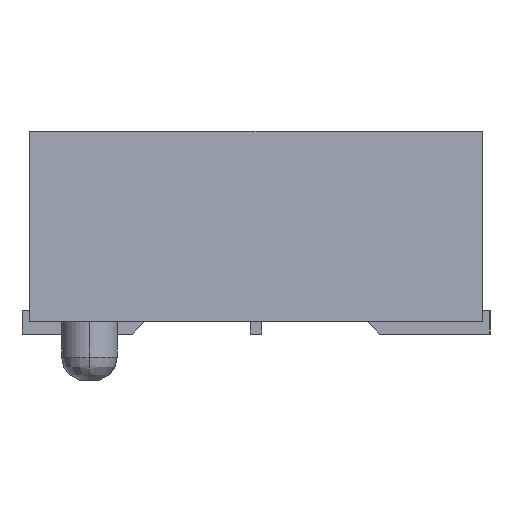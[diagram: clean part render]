
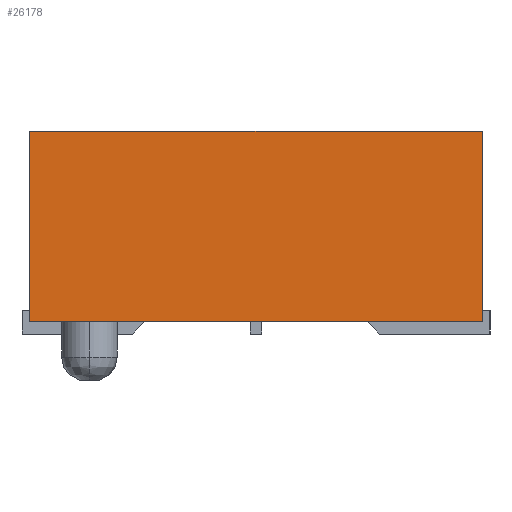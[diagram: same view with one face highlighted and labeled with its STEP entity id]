
A CAD part, left-side view. The second image highlights one B-rep face of the part: STEP entity #26178.
In plain terms, the highlighted planar face has unit normal (-1, 0, 0).
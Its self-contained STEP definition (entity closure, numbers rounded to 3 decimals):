
#25923=CARTESIAN_POINT('',(-20.684,-3.619,3.251));
#25924=VERTEX_POINT('',#25923);
#25931=CARTESIAN_POINT('',(-20.684,-3.619,0.203));
#25932=VERTEX_POINT('',#25931);
#25933=CARTESIAN_POINT('',(-20.684,-3.619,3.251));
#25934=DIRECTION('',(0.0,0.0,-1.0));
#25935=VECTOR('',#25934,3.048);
#25936=LINE('',#25933,#25935);
#25937=EDGE_CURVE('',#25924,#25932,#25936,.T.);
#26148=CARTESIAN_POINT('',(-20.684,3.619,3.251));
#26149=DIRECTION('',(-1.0,0.0,0.0));
#26150=DIRECTION('',(0.0,0.0,1.0));
#26151=AXIS2_PLACEMENT_3D('',#26148,#26149,#26150);
#26152=PLANE('',#26151);
#26153=CARTESIAN_POINT('',(-20.684,3.619,0.203));
#26154=VERTEX_POINT('',#26153);
#26155=CARTESIAN_POINT('',(-20.684,3.619,0.203));
#26156=DIRECTION('',(0.0,-1.0,0.0));
#26157=VECTOR('',#26156,7.239);
#26158=LINE('',#26155,#26157);
#26159=EDGE_CURVE('',#26154,#25932,#26158,.T.);
#26160=ORIENTED_EDGE('',*,*,#26159,.T.);
#26161=ORIENTED_EDGE('',*,*,#25937,.F.);
#26162=CARTESIAN_POINT('',(-20.684,3.619,3.251));
#26163=VERTEX_POINT('',#26162);
#26164=CARTESIAN_POINT('',(-20.684,-3.619,3.251));
#26165=DIRECTION('',(0.0,1.0,0.0));
#26166=VECTOR('',#26165,7.239);
#26167=LINE('',#26164,#26166);
#26168=EDGE_CURVE('',#25924,#26163,#26167,.T.);
#26169=ORIENTED_EDGE('',*,*,#26168,.T.);
#26170=CARTESIAN_POINT('',(-20.684,3.619,3.251));
#26171=DIRECTION('',(0.0,0.0,-1.0));
#26172=VECTOR('',#26171,3.048);
#26173=LINE('',#26170,#26172);
#26174=EDGE_CURVE('',#26163,#26154,#26173,.T.);
#26175=ORIENTED_EDGE('',*,*,#26174,.T.);
#26176=EDGE_LOOP('',(#26160,#26161,#26169,#26175));
#26177=FACE_OUTER_BOUND('',#26176,.T.);
#26178=ADVANCED_FACE('',(#26177),#26152,.T.);
